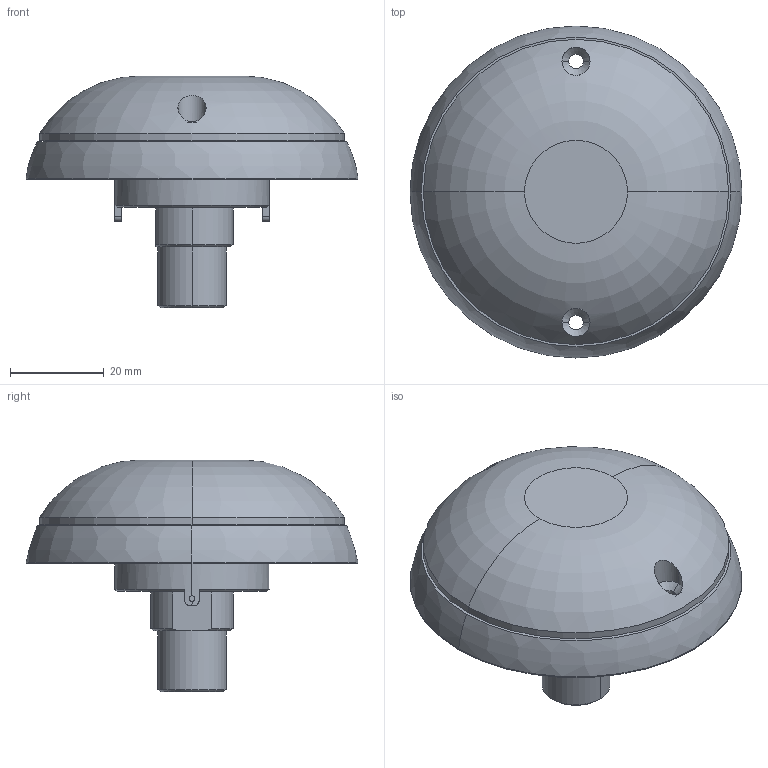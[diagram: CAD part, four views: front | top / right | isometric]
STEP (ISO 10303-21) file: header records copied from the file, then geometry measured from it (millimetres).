
FILE_DESCRIPTION (( 'STEP AP203' ), '1' );
FILE_NAME ('431329.90.346.STEP', '2015-03-13T13:39:46', ( 'Dmitriy_K' ), ( '' ), 'SwSTEP 2.0', 'SolidWorks 2015', '' );
FILE_SCHEMA (( 'CONFIG_CONTROL_DESIGN' ));
Length unit declared in the file: millimetre
Products named in the file (6): Êîðïóñ ÑÍÖ 29_8D7-09F35PN; 431329.90.346; 秘赞.431329.80.346.02-牮赅; ÃØÔÞ.431329.80.346.01-îñíîâàíèå; ÃØÔÞ.431329.80.346.05-ïð ìîíòàæíàÿ; 暑朦鲱 箫腩蝽栩咫铄_42-45-19
Assembly tree (5 placements, depth 2):
  431329.90.346
    ÃØÔÞ.431329.80.346.01-îñíîâàíèå
    秘赞.431329.80.346.02-牮赅
    ÃØÔÞ.431329.80.346.05-ïð ìîíòàæíàÿ
    暑朦鲱 箫腩蝽栩咫铄_42-45-19
    Êîðïóñ ÑÍÖ 29_8D7-09F35PN
Bounding box: 70.7 x 70.7 x 49.4 mm (x, y, z)
Volume: 28974.7 mm3; surface area: 35016.3 mm2
Topology: 5 solids, 5 shells, 193 faces, 466 edges, 290 vertices
Faces by surface type: cylinder 100, plane 48, cone 23, torus 22
Entity records: 6533 total; most frequent: CARTESIAN_POINT 1217, DIRECTION 1083, ORIENTED_EDGE 916, EDGE_CURVE 458, AXIS2_PLACEMENT_3D 450, VERTEX_POINT 290, CIRCLE 249, EDGE_LOOP 234
